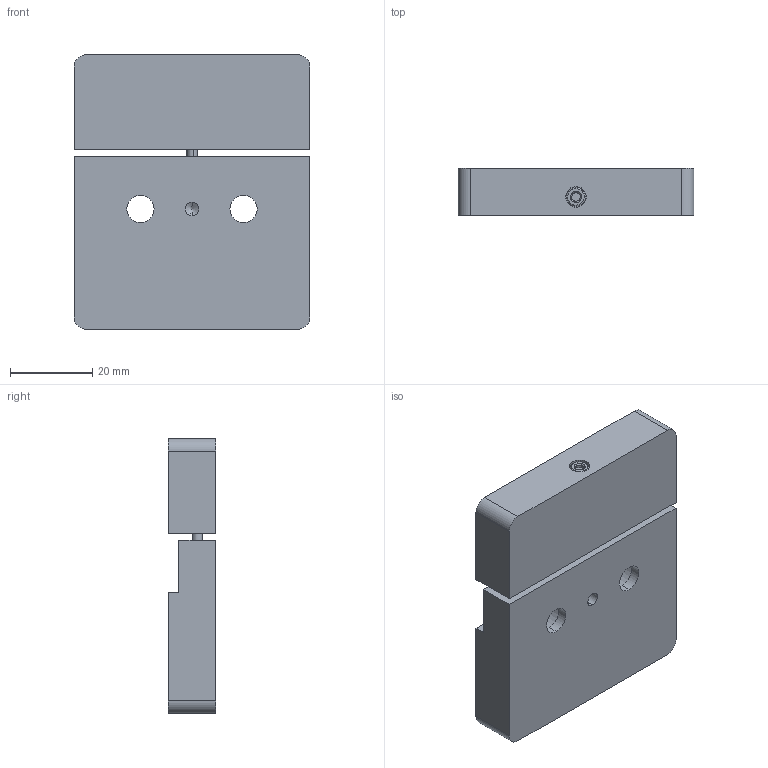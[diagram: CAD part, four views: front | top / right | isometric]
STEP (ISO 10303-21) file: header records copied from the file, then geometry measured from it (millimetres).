
FILE_DESCRIPTION (( 'STEP AP203' ), '1' );
FILE_NAME ('1.3.13.3_ZZP-2.0_平台安装座，用于2英寸分束立方和直角棱镜，M4螺孔.STEP', '2024-04-13T08:25:57', ( '' ), ( '' ), 'SwSTEP 2.0', 'SolidWorks 2021', '' );
FILE_SCHEMA (( 'CONFIG_CONTROL_DESIGN' ));
Length unit declared in the file: millimetre
Products named in the file (4): 1.3.13.3.2_平台安装座主体2，用于2英寸分束立方和直角棱镜，M4螺孔; 1.3.13.3_ZZP-2.0_平台安装座，用于2英寸分束立方和直角棱镜，M4螺孔; 1.3.13.3.1_平台安装座主体1，用于2英寸分束立方和直角棱镜，M4螺孔; 30.1.圆柱头内六角不锈钢螺丝_30.1.52-M2.5*25
Assembly tree (3 placements, depth 2):
  1.3.13.3_ZZP-2.0_平台安装座，用于2英寸分束立方和直角棱镜，M4螺孔
    1.3.13.3.1_平台安装座主体1，用于2英寸分束立方和直角棱镜，M4螺孔
    1.3.13.3.2_平台安装座主体2，用于2英寸分束立方和直角棱镜，M4螺孔
    30.1.圆柱头内六角不锈钢螺丝_30.1.52-M2.5*25
Bounding box: 57.2 x 11.4 x 66.6 mm (x, y, z)
Volume: 33652 mm3; surface area: 12924 mm2
Topology: 3 solids, 3 shells, 107 faces, 254 edges, 164 vertices
Faces by surface type: plane 48, cylinder 47, cone 8, torus 4
Entity records: 3536 total; most frequent: DIRECTION 574, CARTESIAN_POINT 567, ORIENTED_EDGE 500, EDGE_CURVE 250, AXIS2_PLACEMENT_3D 219, VERTEX_POINT 164, VECTOR 136, LINE 136
